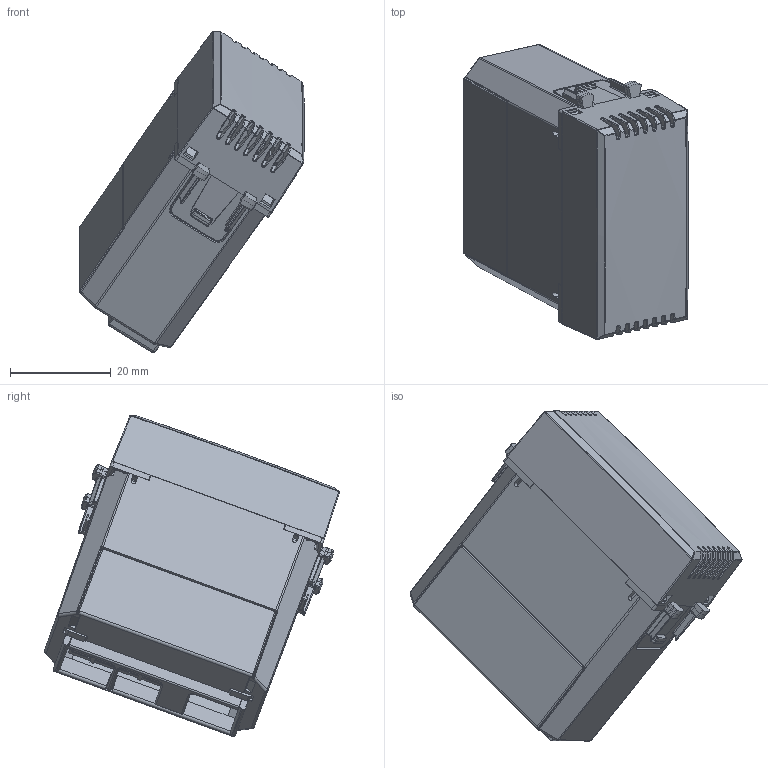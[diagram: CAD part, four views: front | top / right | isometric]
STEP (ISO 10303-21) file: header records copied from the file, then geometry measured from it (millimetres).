
FILE_DESCRIPTION(('CATIA V5 STEP Exchange'),'2;1');
FILE_NAME('442ABTMH-SO.stp','2024-03-06T09:45:40+00:00',('none'),('none'),'CATIA Version 5-6 Release 2016 SP6','CATIA V5 STEP AP203','none');
FILE_SCHEMA(('CONFIG_CONTROL_DESIGN'));
Products named in the file (1): 442ABTMH-SO
Assembly tree (6 placements, depth 2):
  442ABTMH-SO
    #57
    #11775
    #16748
    #61732  x2
    #70871
Bounding box: 44.58 x 58.56 x 63.69 mm (x, y, z)
Volume: 14062.1 mm3; surface area: 21795.2 mm2
Topology: 5 solids, 9 shells, 2050 faces, 5551 edges, 3398 vertices
Faces by surface type: plane 923, cylinder 627, bspline 182, sphere 120, cone 84, revolution 54, torus 46, extrusion 14
Entity records: 70893 total; most frequent: CARTESIAN_POINT 31737, ORIENTED_EDGE 9408, DIRECTION 5775, EDGE_CURVE 4704, VERTEX_POINT 2919, VECTOR 2398, LINE 2384, AXIS2_PLACEMENT_3D 1990
